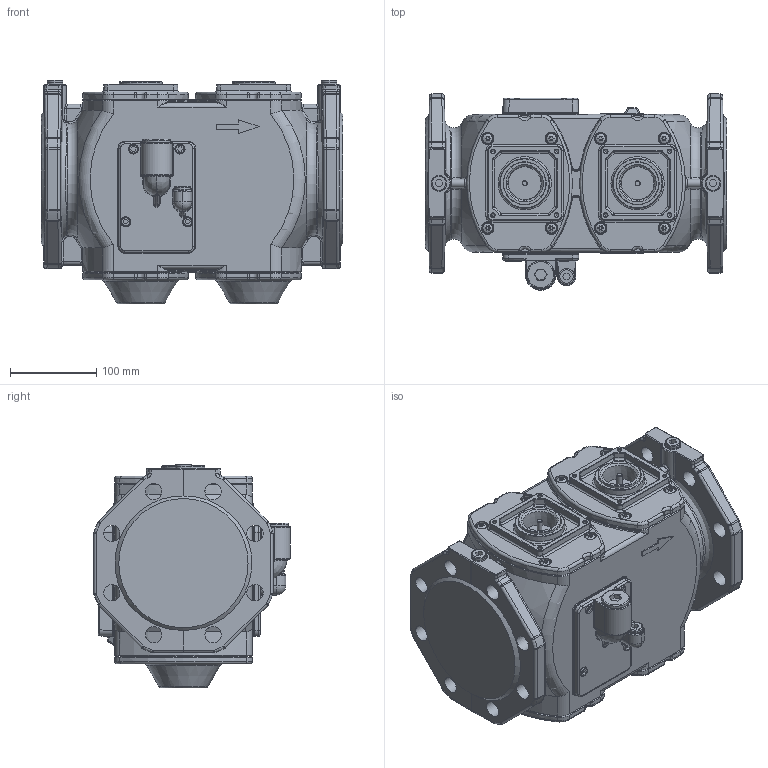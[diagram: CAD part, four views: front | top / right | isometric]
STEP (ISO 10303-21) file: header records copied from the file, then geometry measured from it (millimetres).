
FILE_DESCRIPTION(/* description */ (''),/* implementation_level */ '2;1');
FILE_NAME(/* name */ 'A5W00027708_02.stp',/* time_stamp */ '2018-06-27T12:08:23+02:00',/* author */ (''),/* organization */ (''),/* preprocessor_version */ 'ST-DEVELOPER v16',/* originating_system */ 'SIEMENS PLM Software NX 10.0',/* authorisation */ '');
FILE_SCHEMA (('AUTOMOTIVE_DESIGN { 1 0 10303 214 3 1 1 1 }'));
Products named in the file (1): Gant0728F15Eywvm
Bounding box: 350 x 227.94 x 259.8 mm (x, y, z)
Volume: 11307936.5 mm3; surface area: 476364.1 mm2
Topology: 1 solids, 5 shells, 2494 faces, 6122 edges, 3743 vertices
Faces by surface type: cylinder 879, plane 715, bspline 335, cone 235, torus 208, sphere 62, extrusion 60
Full cylindrical faces by diameter (mm): 4.351 x8, 5.795 x4, 6 x4, 10 x8, 10.5 x6, 11 x6, 13 x16, 13.5 x3, 14 x16, 18 x3, 18.5 x3, 19 x16, 27 x1, 32 x1, 32.5 x1, 50 x2
Entity records: 81251 total; most frequent: CARTESIAN_POINT 26863, ORIENTED_EDGE 11122, DIRECTION 11037, EDGE_CURVE 5561, AXIS2_PLACEMENT_3D 4403, VERTEX_POINT 3594, EDGE_LOOP 3041, ADVANCED_FACE 2494
